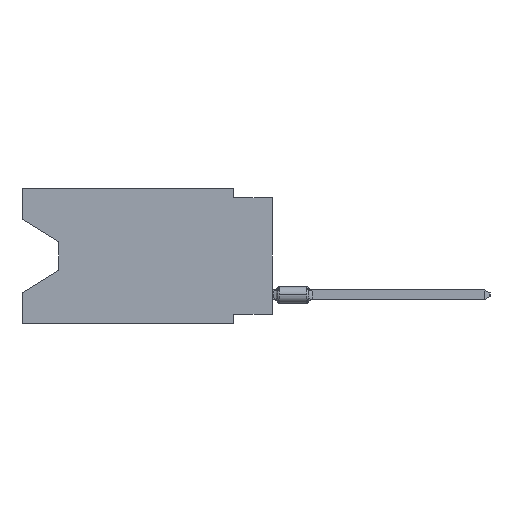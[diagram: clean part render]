
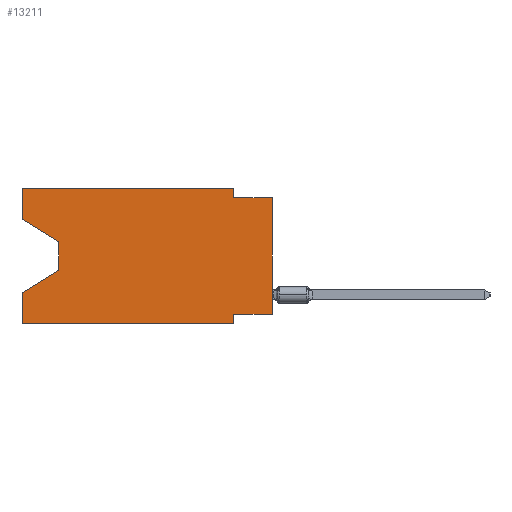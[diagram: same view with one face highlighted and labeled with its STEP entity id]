
A CAD part, left-side view. The second image highlights one B-rep face of the part: STEP entity #13211.
In plain terms, the highlighted planar face has unit normal (-1, 0, 0).
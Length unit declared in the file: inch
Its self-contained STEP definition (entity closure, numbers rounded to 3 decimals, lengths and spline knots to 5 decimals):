
#2086 = DIRECTION ( 'NONE',  ( 0., 1., 0. ) ) ;
#2625 = VECTOR ( 'NONE', #10992, 39.37008 ) ;
#2811 = VERTEX_POINT ( 'NONE', #47334 ) ;
#2821 = CARTESIAN_POINT ( 'NONE',  ( 0., 0.645, 0. ) ) ;
#2984 = VECTOR ( 'NONE', #40563, 39.37008 ) ;
#5709 = EDGE_CURVE ( 'NONE', #52593, #44094, #18076, .T. ) ;
#5735 = VERTEX_POINT ( 'NONE', #13886 ) ;
#5822 = ORIENTED_EDGE ( 'NONE', *, *, #17713, .F. ) ;
#6222 = LINE ( 'NONE', #55586, #36898 ) ;
#6735 = EDGE_CURVE ( 'NONE', #56242, #51305, #42487, .T. ) ;
#6962 = DIRECTION ( 'NONE',  ( 0., 0., 1. ) ) ;
#8576 = AXIS2_PLACEMENT_3D ( 'NONE', #56765, #47836, #11596 ) ;
#9134 = EDGE_CURVE ( 'NONE', #41753, #30914, #14656, .T. ) ;
#10559 = VECTOR ( 'NONE', #31387, 39.37008 ) ;
#10992 = DIRECTION ( 'NONE',  ( 0., 0., 1. ) ) ;
#11526 = ORIENTED_EDGE ( 'NONE', *, *, #6735, .T. ) ;
#11596 = DIRECTION ( 'NONE',  ( 0., 0., -1. ) ) ;
#11788 = VECTOR ( 'NONE', #37640, 39.37008 ) ;
#12123 = CARTESIAN_POINT ( 'NONE',  ( 0., 0., -0.025 ) ) ;
#12877 = VERTEX_POINT ( 'NONE', #47080 ) ;
#12929 = LINE ( 'NONE', #55133, #2984 ) ;
#13211 = ADVANCED_FACE ( 'NONE', ( #20487 ), #24965, .F. ) ;
#13866 = CARTESIAN_POINT ( 'NONE',  ( 0., 0.55, -0.212 ) ) ;
#13886 = CARTESIAN_POINT ( 'NONE',  ( 0., 0.1, -0.325 ) ) ;
#14049 = CARTESIAN_POINT ( 'NONE',  ( 0., 0.55, -0.138 ) ) ;
#14637 = EDGE_CURVE ( 'NONE', #12877, #41753, #44172, .T. ) ;
#14656 = LINE ( 'NONE', #15252, #31358 ) ;
#14808 = ORIENTED_EDGE ( 'NONE', *, *, #40145, .T. ) ;
#15252 = CARTESIAN_POINT ( 'NONE',  ( 0., 0.1, 0. ) ) ;
#15943 = ORIENTED_EDGE ( 'NONE', *, *, #53847, .F. ) ;
#16157 = ORIENTED_EDGE ( 'NONE', *, *, #55438, .F. ) ;
#16233 = EDGE_CURVE ( 'NONE', #25698, #24495, #30464, .T. ) ;
#16550 = VECTOR ( 'NONE', #27835, 39.37008 ) ;
#16556 = DIRECTION ( 'NONE',  ( 0., -1., 0. ) ) ;
#17713 = EDGE_CURVE ( 'NONE', #5735, #2811, #45324, .T. ) ;
#18076 = LINE ( 'NONE', #54050, #46515 ) ;
#18362 = DIRECTION ( 'NONE',  ( 0., 0., -1. ) ) ;
#18756 = EDGE_LOOP ( 'NONE', ( #24262, #47150, #42932, #26617, #14808, #5822, #35189, #11526, #15943, #56531, #42850, #16157 ) ) ;
#20401 = CARTESIAN_POINT ( 'NONE',  ( 0., 0.645, -0.08025 ) ) ;
#20487 = FACE_OUTER_BOUND ( 'NONE', #18756, .T. ) ;
#21024 = CARTESIAN_POINT ( 'NONE',  ( 0., 0.645, 0. ) ) ;
#22273 = VECTOR ( 'NONE', #6962, 39.37008 ) ;
#22506 = LINE ( 'NONE', #26694, #35642 ) ;
#24262 = ORIENTED_EDGE ( 'NONE', *, *, #25363, .T. ) ;
#24495 = VERTEX_POINT ( 'NONE', #54722 ) ;
#24965 = PLANE ( 'NONE',  #8576 ) ;
#25363 = EDGE_CURVE ( 'NONE', #51666, #52593, #12929, .T. ) ;
#25684 = CARTESIAN_POINT ( 'NONE',  ( 0., 0.645, -0.35 ) ) ;
#25698 = VERTEX_POINT ( 'NONE', #25684 ) ;
#26617 = ORIENTED_EDGE ( 'NONE', *, *, #16233, .F. ) ;
#26694 = CARTESIAN_POINT ( 'NONE',  ( 0., 0.55, -0.212 ) ) ;
#27835 = DIRECTION ( 'NONE',  ( 0., -1., 0. ) ) ;
#29722 = EDGE_CURVE ( 'NONE', #44094, #24495, #22506, .T. ) ;
#30464 = LINE ( 'NONE', #2821, #39818 ) ;
#30914 = VERTEX_POINT ( 'NONE', #57684 ) ;
#31358 = VECTOR ( 'NONE', #32197, 39.37008 ) ;
#31387 = DIRECTION ( 'NONE',  ( 0., 0., -1. ) ) ;
#32197 = DIRECTION ( 'NONE',  ( 0., 0., -1. ) ) ;
#34311 = CARTESIAN_POINT ( 'NONE',  ( 0., 0.645, 0. ) ) ;
#34356 = DIRECTION ( 'NONE',  ( 0., 0., 1. ) ) ;
#35189 = ORIENTED_EDGE ( 'NONE', *, *, #35518, .F. ) ;
#35315 = DIRECTION ( 'NONE',  ( 0., 0.855, -0.519 ) ) ;
#35518 = EDGE_CURVE ( 'NONE', #56242, #5735, #6222, .T. ) ;
#35642 = VECTOR ( 'NONE', #35315, 39.37008 ) ;
#36173 = LINE ( 'NONE', #41792, #16550 ) ;
#36898 = VECTOR ( 'NONE', #2086, 39.37008 ) ;
#37640 = DIRECTION ( 'NONE',  ( 0., -1., 0. ) ) ;
#37954 = LINE ( 'NONE', #38542, #11788 ) ;
#38542 = CARTESIAN_POINT ( 'NONE',  ( 0., 0.645, -0.35 ) ) ;
#39306 = CARTESIAN_POINT ( 'NONE',  ( 0., 0.1, 0. ) ) ;
#39818 = VECTOR ( 'NONE', #34356, 39.37008 ) ;
#40145 = EDGE_CURVE ( 'NONE', #25698, #2811, #37954, .T. ) ;
#40563 = DIRECTION ( 'NONE',  ( 0., -0.855, -0.519 ) ) ;
#41169 = CARTESIAN_POINT ( 'NONE',  ( 0., 0.1, -0.35 ) ) ;
#41753 = VERTEX_POINT ( 'NONE', #39306 ) ;
#41792 = CARTESIAN_POINT ( 'NONE',  ( 0., 0., -0.025 ) ) ;
#42487 = LINE ( 'NONE', #46354, #2625 ) ;
#42850 = ORIENTED_EDGE ( 'NONE', *, *, #14637, .F. ) ;
#42932 = ORIENTED_EDGE ( 'NONE', *, *, #29722, .T. ) ;
#44094 = VERTEX_POINT ( 'NONE', #13866 ) ;
#44172 = LINE ( 'NONE', #21024, #44621 ) ;
#44621 = VECTOR ( 'NONE', #16556, 39.37008 ) ;
#45324 = LINE ( 'NONE', #41169, #10559 ) ;
#46354 = CARTESIAN_POINT ( 'NONE',  ( 0., 0., 0. ) ) ;
#46515 = VECTOR ( 'NONE', #18362, 39.37008 ) ;
#47080 = CARTESIAN_POINT ( 'NONE',  ( 0., 0.645, 0. ) ) ;
#47150 = ORIENTED_EDGE ( 'NONE', *, *, #5709, .T. ) ;
#47334 = CARTESIAN_POINT ( 'NONE',  ( 0., 0.1, -0.35 ) ) ;
#47836 = DIRECTION ( 'NONE',  ( 1., 0., 0. ) ) ;
#50303 = CARTESIAN_POINT ( 'NONE',  ( 0., 0., -0.325 ) ) ;
#51305 = VERTEX_POINT ( 'NONE', #12123 ) ;
#51546 = LINE ( 'NONE', #34311, #22273 ) ;
#51666 = VERTEX_POINT ( 'NONE', #20401 ) ;
#52593 = VERTEX_POINT ( 'NONE', #14049 ) ;
#53847 = EDGE_CURVE ( 'NONE', #30914, #51305, #36173, .T. ) ;
#54050 = CARTESIAN_POINT ( 'NONE',  ( 0., 0.55, -0.138 ) ) ;
#54722 = CARTESIAN_POINT ( 'NONE',  ( 0., 0.645, -0.26975 ) ) ;
#55133 = CARTESIAN_POINT ( 'NONE',  ( 0., 0.645, -0.08025 ) ) ;
#55438 = EDGE_CURVE ( 'NONE', #51666, #12877, #51546, .T. ) ;
#55586 = CARTESIAN_POINT ( 'NONE',  ( 0., 0., -0.325 ) ) ;
#56242 = VERTEX_POINT ( 'NONE', #50303 ) ;
#56531 = ORIENTED_EDGE ( 'NONE', *, *, #9134, .F. ) ;
#56765 = CARTESIAN_POINT ( 'NONE',  ( 0., 0.645, 0. ) ) ;
#57684 = CARTESIAN_POINT ( 'NONE',  ( 0., 0.1, -0.025 ) ) ;
